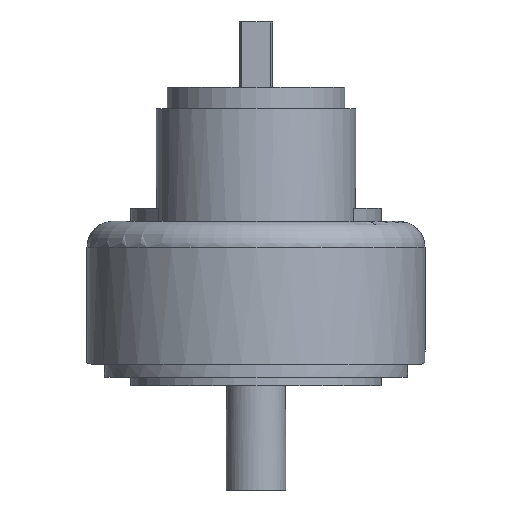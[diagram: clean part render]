
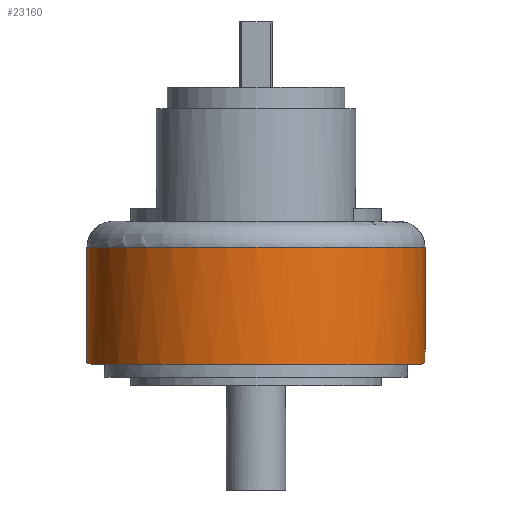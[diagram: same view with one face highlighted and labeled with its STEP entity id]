
A CAD part, left-side view. The second image highlights one B-rep face of the part: STEP entity #23160.
In plain terms, the highlighted cylindrical face has radius 39 mm (diameter 78 mm), a partial arc.
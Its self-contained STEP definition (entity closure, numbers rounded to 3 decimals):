
#133=B_SPLINE_CURVE_WITH_KNOTS('',3,(#34449,#34450,#34451,#34452,#34453,
#34454,#34455,#34456),.UNSPECIFIED.,.F.,.F.,(4,2,2,4),(1.528,
1.759,2.276,2.551),.UNSPECIFIED.);
#134=B_SPLINE_CURVE_WITH_KNOTS('',3,(#34464,#34465,#34466,#34467,#34468,
#34469,#34470,#34471),.UNSPECIFIED.,.F.,.F.,(4,2,2,4),(5.473,
5.747,6.265,6.496),.UNSPECIFIED.);
#346=CYLINDRICAL_SURFACE('',#24636,39.);
#902=LINE('',#34458,#3193);
#903=LINE('',#34462,#3194);
#3193=VECTOR('',#27388,10.);
#3194=VECTOR('',#27391,10.);
#5453=FACE_OUTER_BOUND('',#6725,.T.);
#6725=EDGE_LOOP('',(#15478,#15479,#15480,#15481,#15482,#15483));
#8227=CIRCLE('',#24637,39.);
#8228=CIRCLE('',#24638,39.);
#9342=VERTEX_POINT('',#34447);
#9343=VERTEX_POINT('',#34448);
#9344=VERTEX_POINT('',#34457);
#9345=VERTEX_POINT('',#34459);
#9346=VERTEX_POINT('',#34461);
#9347=VERTEX_POINT('',#34463);
#11752=EDGE_CURVE('',#9342,#9343,#133,.T.);
#11753=EDGE_CURVE('',#9342,#9344,#902,.T.);
#11754=EDGE_CURVE('',#9345,#9344,#8227,.T.);
#11755=EDGE_CURVE('',#9346,#9345,#903,.T.);
#11756=EDGE_CURVE('',#9347,#9346,#134,.T.);
#11757=EDGE_CURVE('',#9347,#9343,#8228,.T.);
#15478=ORIENTED_EDGE('',*,*,#11752,.F.);
#15479=ORIENTED_EDGE('',*,*,#11753,.T.);
#15480=ORIENTED_EDGE('',*,*,#11754,.F.);
#15481=ORIENTED_EDGE('',*,*,#11755,.F.);
#15482=ORIENTED_EDGE('',*,*,#11756,.F.);
#15483=ORIENTED_EDGE('',*,*,#11757,.T.);
#23160=ADVANCED_FACE('',(#5453),#346,.T.);
#24636=AXIS2_PLACEMENT_3D('',#34446,#27386,#27387);
#24637=AXIS2_PLACEMENT_3D('',#34460,#27389,#27390);
#24638=AXIS2_PLACEMENT_3D('',#34472,#27392,#27393);
#27386=DIRECTION('center_axis',(0.,0.,
1.));
#27387=DIRECTION('ref_axis',(0.,1.,0.));
#27388=DIRECTION('',(0.,0.,1.));
#27389=DIRECTION('center_axis',(0.,0.,
1.));
#27390=DIRECTION('ref_axis',(-1.,0.,0.));
#27391=DIRECTION('',(0.,0.,1.));
#27392=DIRECTION('center_axis',(0.,0.,
1.));
#27393=DIRECTION('ref_axis',(0.,1.,0.));
#34446=CARTESIAN_POINT('Origin',(-85.423,169.821,14.979));
#34447=CARTESIAN_POINT('',(-85.423,130.821,15.421));
#34448=CARTESIAN_POINT('',(-96.033,132.292,14.979));
#34449=CARTESIAN_POINT('Ctrl Pts',(-85.423,130.821,15.421));
#34450=CARTESIAN_POINT('Ctrl Pts',(-86.217,130.821,15.397));
#34451=CARTESIAN_POINT('Ctrl Pts',(-87.02,130.845,15.364));
#34452=CARTESIAN_POINT('Ctrl Pts',(-89.632,131.006,15.238));
#34453=CARTESIAN_POINT('Ctrl Pts',(-91.453,131.247,15.12));
#34454=CARTESIAN_POINT('Ctrl Pts',(-94.182,131.805,15.006));
#34455=CARTESIAN_POINT('Ctrl Pts',(-95.116,132.033,14.979));
#34456=CARTESIAN_POINT('Ctrl Pts',(-96.033,132.292,14.979));
#34457=CARTESIAN_POINT('',(-85.423,130.821,41.979));
#34458=CARTESIAN_POINT('',(-85.423,130.821,14.979));
#34459=CARTESIAN_POINT('',(-85.423,208.821,41.979));
#34460=CARTESIAN_POINT('Origin',(-85.423,169.821,41.979));
#34461=CARTESIAN_POINT('',(-85.423,208.821,15.421));
#34462=CARTESIAN_POINT('',(-85.423,208.821,14.979));
#34463=CARTESIAN_POINT('',(-96.033,207.35,14.979));
#34464=CARTESIAN_POINT('Ctrl Pts',(-96.033,207.35,14.979));
#34465=CARTESIAN_POINT('Ctrl Pts',(-95.116,207.609,14.979));
#34466=CARTESIAN_POINT('Ctrl Pts',(-94.182,207.837,15.006));
#34467=CARTESIAN_POINT('Ctrl Pts',(-91.453,208.395,15.12));
#34468=CARTESIAN_POINT('Ctrl Pts',(-89.632,208.635,15.238));
#34469=CARTESIAN_POINT('Ctrl Pts',(-87.02,208.797,15.364));
#34470=CARTESIAN_POINT('Ctrl Pts',(-86.217,208.821,15.397));
#34471=CARTESIAN_POINT('Ctrl Pts',(-85.423,208.821,15.421));
#34472=CARTESIAN_POINT('Origin',(-85.423,169.821,14.979));
